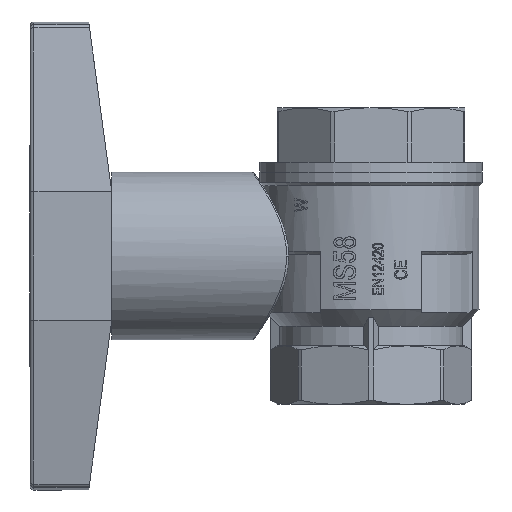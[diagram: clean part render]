
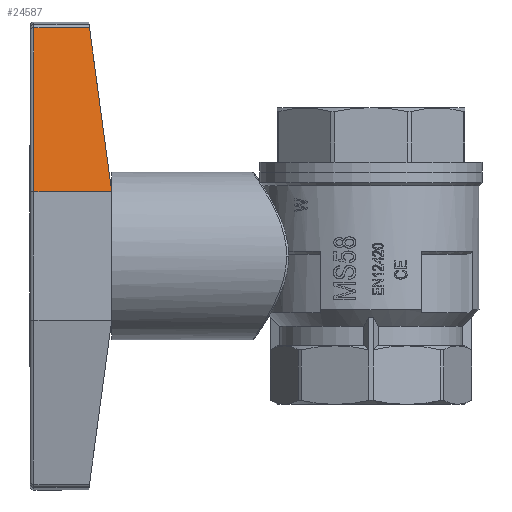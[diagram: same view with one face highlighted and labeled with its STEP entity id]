
A CAD part, left-side view. The second image highlights one B-rep face of the part: STEP entity #24587.
In plain terms, the highlighted face is planar.
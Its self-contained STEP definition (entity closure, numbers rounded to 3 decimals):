
#2940=PLANE('',#36498);
#4397=LINE('',#57739,#5908);
#4398=LINE('',#57741,#5909);
#4399=LINE('',#57743,#5910);
#4400=LINE('',#57745,#5911);
#5908=VECTOR('',#44661,1000.);
#5909=VECTOR('',#44664,1000.);
#5910=VECTOR('',#44665,1000.);
#5911=VECTOR('',#44666,1000.);
#12975=ORIENTED_EDGE('',*,*,#16928,.F.);
#12976=ORIENTED_EDGE('',*,*,#16929,.F.);
#12977=ORIENTED_EDGE('',*,*,#16930,.F.);
#12978=ORIENTED_EDGE('',*,*,#16931,.T.);
#16928=EDGE_CURVE('',#19476,#19474,#4397,.T.);
#16929=EDGE_CURVE('',#19477,#19476,#4398,.T.);
#16930=EDGE_CURVE('',#19478,#19477,#4399,.T.);
#16931=EDGE_CURVE('',#19478,#19474,#4400,.T.);
#19474=VERTEX_POINT('',#57732);
#19476=VERTEX_POINT('',#57738);
#19477=VERTEX_POINT('',#57742);
#19478=VERTEX_POINT('',#57744);
#21488=EDGE_LOOP('',(#12975,#12976,#12977,#12978));
#23020=FACE_BOUND('',#21488,.T.);
#24587=ADVANCED_FACE('',(#23020),#2940,.F.);
#36498=AXIS2_PLACEMENT_3D('',#57740,#44662,#44663);
#44661=DIRECTION('',(-0.986,0.169,0.));
#44662=DIRECTION('',(0.169,0.986,0.));
#44663=DIRECTION('',(0.986,-0.169,0.));
#44664=DIRECTION('',(0.,0.,-1.));
#44665=DIRECTION('',(0.977,-0.168,0.133));
#44666=DIRECTION('',(0.,0.,-1.));
#57732=CARTESIAN_POINT('',(-58.4,-8.815,1.));
#57738=CARTESIAN_POINT('',(-16.5,-16.,1.));
#57739=CARTESIAN_POINT('',(-16.5,-16.,1.));
#57740=CARTESIAN_POINT('',(-59.072,-8.7,0.));
#57741=CARTESIAN_POINT('',(-16.5,-16.,20.9));
#57742=CARTESIAN_POINT('',(-16.5,-16.,20.9));
#57743=CARTESIAN_POINT('',(-58.4,-8.815,15.217));
#57744=CARTESIAN_POINT('',(-58.4,-8.815,15.217));
#57745=CARTESIAN_POINT('',(-58.4,-8.815,15.217));
